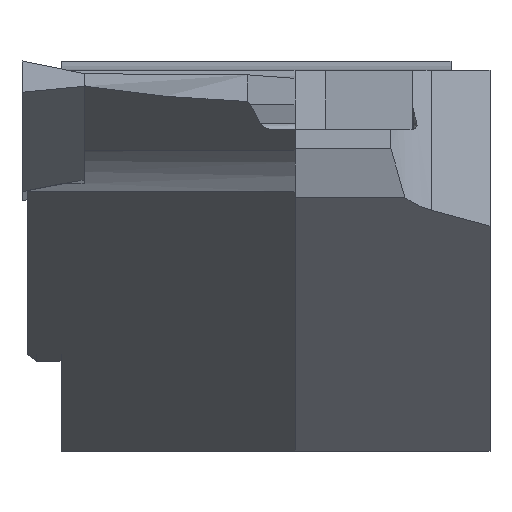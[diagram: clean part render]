
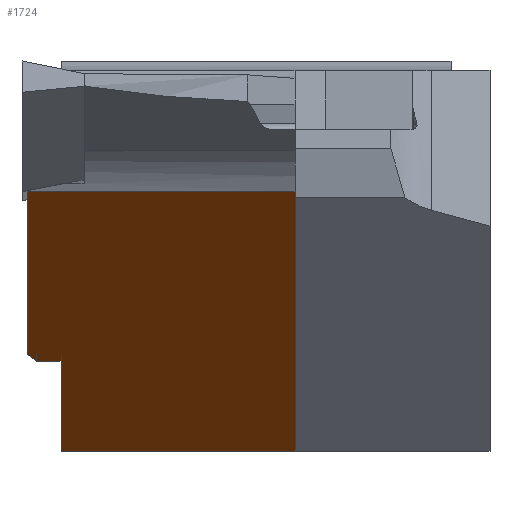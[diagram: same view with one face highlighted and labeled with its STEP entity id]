
A CAD part, left-side view. The second image highlights one B-rep face of the part: STEP entity #1724.
In plain terms, the highlighted planar face has unit normal (-0.616, 0, -0.788).
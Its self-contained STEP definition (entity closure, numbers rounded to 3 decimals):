
#79 = DIRECTION ( 'NONE',  ( 0., 1., 0. ) ) ;
#126 = PLANE ( 'NONE',  #2558 ) ;
#142 = LINE ( 'NONE', #818, #1365 ) ;
#253 = VECTOR ( 'NONE', #1402, 1000. ) ;
#286 = LINE ( 'NONE', #2925, #253 ) ;
#386 = VERTEX_POINT ( 'NONE', #993 ) ;
#484 = CARTESIAN_POINT ( 'NONE',  ( -107.3, 10., -5.409 ) ) ;
#518 = VERTEX_POINT ( 'NONE', #2751 ) ;
#534 = VECTOR ( 'NONE', #2831, 1000. ) ;
#598 = CARTESIAN_POINT ( 'NONE',  ( -107.3, 11.25, -5.409 ) ) ;
#641 = VERTEX_POINT ( 'NONE', #484 ) ;
#653 = LINE ( 'NONE', #2103, #684 ) ;
#684 = VECTOR ( 'NONE', #79, 1000. ) ;
#696 = DIRECTION ( 'NONE',  ( -0.788, 0., 0.616 ) ) ;
#735 = EDGE_CURVE ( 'NONE', #988, #641, #2919, .T. ) ;
#785 = FACE_OUTER_BOUND ( 'NONE', #3193, .T. ) ;
#818 = CARTESIAN_POINT ( 'NONE',  ( -118.444, 11.7, 3.298 ) ) ;
#831 = CARTESIAN_POINT ( 'NONE',  ( -118.444, -2., 3.298 ) ) ;
#988 = VERTEX_POINT ( 'NONE', #598 ) ;
#989 = DIRECTION ( 'NONE',  ( 0.788, 0., -0.616 ) ) ;
#993 = CARTESIAN_POINT ( 'NONE',  ( -101.424, -2., -10. ) ) ;
#997 = CARTESIAN_POINT ( 'NONE',  ( -105.926, 9.876, -6.482 ) ) ;
#1020 = DIRECTION ( 'NONE',  ( 0.616, 0., 0.788 ) ) ;
#1049 = VERTEX_POINT ( 'NONE', #831 ) ;
#1051 = CARTESIAN_POINT ( 'NONE',  ( -107.75, 11.7, -5.057 ) ) ;
#1078 = DIRECTION ( 'NONE',  ( 0.788, 0., -0.616 ) ) ;
#1146 = CARTESIAN_POINT ( 'NONE',  ( -107.3, 12., -5.409 ) ) ;
#1235 = ORIENTED_EDGE ( 'NONE', *, *, #1959, .T. ) ;
#1260 = DIRECTION ( 'NONE',  ( 0.619, -0.619, -0.484 ) ) ;
#1337 = CARTESIAN_POINT ( 'NONE',  ( -105.073, 10., -7.149 ) ) ;
#1364 = ORIENTED_EDGE ( 'NONE', *, *, #735, .T. ) ;
#1365 = VECTOR ( 'NONE', #696, 1000. ) ;
#1402 = DIRECTION ( 'NONE',  ( 0., 1., 0. ) ) ;
#1420 = CARTESIAN_POINT ( 'NONE',  ( -101.424, 10., -10. ) ) ;
#1436 = EDGE_CURVE ( 'NONE', #386, #2166, #653, .T. ) ;
#1592 = LINE ( 'NONE', #2635, #534 ) ;
#1724 = ADVANCED_FACE ( 'NONE', ( #785 ), #126, .F. ) ;
#1779 = ORIENTED_EDGE ( 'NONE', *, *, #1436, .F. ) ;
#1959 = EDGE_CURVE ( 'NONE', #3478, #988, #3601, .T. ) ;
#2103 = CARTESIAN_POINT ( 'NONE',  ( -101.424, -165.975, -10. ) ) ;
#2166 = VERTEX_POINT ( 'NONE', #1420 ) ;
#2255 = EDGE_CURVE ( 'NONE', #1049, #518, #286, .T. ) ;
#2399 = LINE ( 'NONE', #1337, #3234 ) ;
#2558 = AXIS2_PLACEMENT_3D ( 'NONE', #3666, #1020, #1078 ) ;
#2626 = EDGE_CURVE ( 'NONE', #641, #2166, #2399, .T. ) ;
#2635 = CARTESIAN_POINT ( 'NONE',  ( -118.444, -2., 3.298 ) ) ;
#2728 = ORIENTED_EDGE ( 'NONE', *, *, #2626, .T. ) ;
#2751 = CARTESIAN_POINT ( 'NONE',  ( -118.444, 11.7, 3.298 ) ) ;
#2831 = DIRECTION ( 'NONE',  ( -0.788, 0., 0.616 ) ) ;
#2844 = DIRECTION ( 'NONE',  ( 0., -1., 0. ) ) ;
#2867 = VECTOR ( 'NONE', #2844, 1000. ) ;
#2901 = ORIENTED_EDGE ( 'NONE', *, *, #3336, .T. ) ;
#2919 = LINE ( 'NONE', #1146, #2867 ) ;
#2925 = CARTESIAN_POINT ( 'NONE',  ( -118.444, -165.975, 3.298 ) ) ;
#3050 = ORIENTED_EDGE ( 'NONE', *, *, #2255, .T. ) ;
#3193 = EDGE_LOOP ( 'NONE', ( #3283, #1235, #1364, #2728, #1779, #2901, #3050 ) ) ;
#3234 = VECTOR ( 'NONE', #989, 1000. ) ;
#3283 = ORIENTED_EDGE ( 'NONE', *, *, #3610, .F. ) ;
#3336 = EDGE_CURVE ( 'NONE', #386, #1049, #1592, .T. ) ;
#3477 = VECTOR ( 'NONE', #1260, 1000. ) ;
#3478 = VERTEX_POINT ( 'NONE', #1051 ) ;
#3601 = LINE ( 'NONE', #997, #3477 ) ;
#3610 = EDGE_CURVE ( 'NONE', #3478, #518, #142, .T. ) ;
#3666 = CARTESIAN_POINT ( 'NONE',  ( -118.444, -165.975, 3.298 ) ) ;
